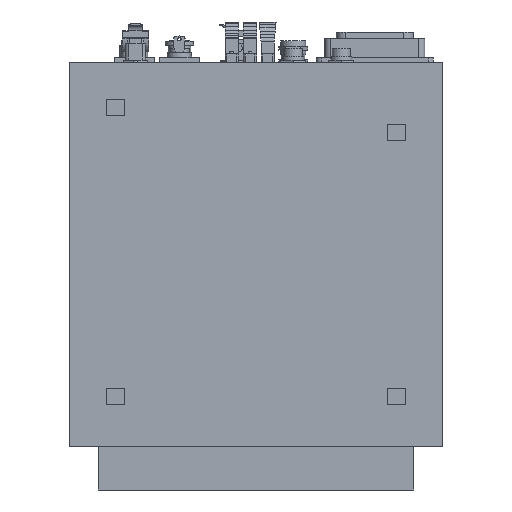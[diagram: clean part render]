
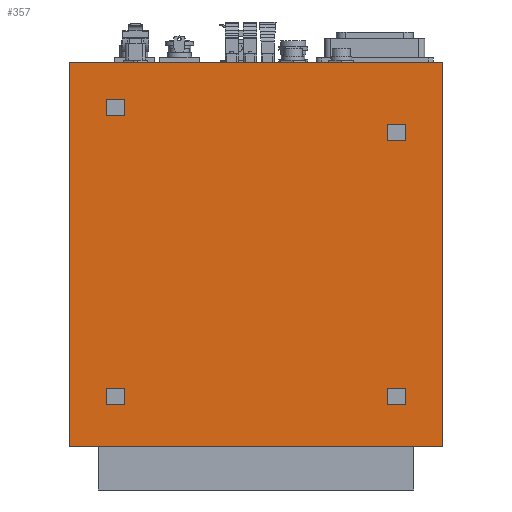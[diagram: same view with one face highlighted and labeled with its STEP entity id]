
A CAD part, front view. The second image highlights one B-rep face of the part: STEP entity #357.
In plain terms, the highlighted planar face has unit normal (0, -1, 0).
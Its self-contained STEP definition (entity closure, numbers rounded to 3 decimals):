
#194=AXIS2_PLACEMENT_3D('Plane Axis2P3D',#191,#192,#193) ;
#169=CARTESIAN_POINT('Vertex',(-450.,0.,0.)) ;
#172=CARTESIAN_POINT('Line Origine',(-450.,0.,231.2)) ;
#176=CARTESIAN_POINT('Vertex',(-450.,0.,462.4)) ;
#191=CARTESIAN_POINT('Axis2P3D Location',(0.,0.,0.)) ;
#196=CARTESIAN_POINT('Line Origine',(-225.,0.,0.)) ;
#200=CARTESIAN_POINT('Vertex',(0.,0.,0.)) ;
#203=CARTESIAN_POINT('Line Origine',(0.,0.,231.2)) ;
#207=CARTESIAN_POINT('Vertex',(0.,0.,462.4)) ;
#210=CARTESIAN_POINT('Line Origine',(-225.,0.,462.4)) ;
#221=CARTESIAN_POINT('Line Origine',(-382.994,0.,408.396)) ;
#225=CARTESIAN_POINT('Vertex',(-382.994,0.,398.395)) ;
#227=CARTESIAN_POINT('Vertex',(-382.994,0.,418.397)) ;
#230=CARTESIAN_POINT('Line Origine',(-393.993,0.,398.395)) ;
#234=CARTESIAN_POINT('Vertex',(-404.992,0.,398.395)) ;
#237=CARTESIAN_POINT('Line Origine',(-404.992,0.,408.396)) ;
#241=CARTESIAN_POINT('Vertex',(-404.992,0.,418.397)) ;
#244=CARTESIAN_POINT('Line Origine',(-393.993,0.,418.397)) ;
#255=CARTESIAN_POINT('Line Origine',(-44.986,0.,378.395)) ;
#259=CARTESIAN_POINT('Vertex',(-44.986,0.,368.395)) ;
#261=CARTESIAN_POINT('Vertex',(-44.986,0.,388.396)) ;
#264=CARTESIAN_POINT('Line Origine',(-56.023,0.,368.395)) ;
#268=CARTESIAN_POINT('Vertex',(-67.061,0.,368.395)) ;
#271=CARTESIAN_POINT('Line Origine',(-67.061,0.,378.395)) ;
#275=CARTESIAN_POINT('Vertex',(-67.061,0.,388.396)) ;
#278=CARTESIAN_POINT('Line Origine',(-56.023,0.,388.396)) ;
#289=CARTESIAN_POINT('Line Origine',(-44.986,0.,60.4)) ;
#293=CARTESIAN_POINT('Vertex',(-44.986,0.,50.438)) ;
#295=CARTESIAN_POINT('Vertex',(-44.986,0.,70.362)) ;
#298=CARTESIAN_POINT('Line Origine',(-56.023,0.,50.438)) ;
#302=CARTESIAN_POINT('Vertex',(-67.061,0.,50.438)) ;
#305=CARTESIAN_POINT('Line Origine',(-67.061,0.,60.4)) ;
#309=CARTESIAN_POINT('Vertex',(-67.061,0.,70.362)) ;
#312=CARTESIAN_POINT('Line Origine',(-56.023,0.,70.362)) ;
#323=CARTESIAN_POINT('Line Origine',(-382.994,0.,60.4)) ;
#327=CARTESIAN_POINT('Vertex',(-382.994,0.,50.438)) ;
#329=CARTESIAN_POINT('Vertex',(-382.994,0.,70.362)) ;
#332=CARTESIAN_POINT('Line Origine',(-393.993,0.,50.438)) ;
#336=CARTESIAN_POINT('Vertex',(-404.992,0.,50.438)) ;
#339=CARTESIAN_POINT('Line Origine',(-404.992,0.,60.4)) ;
#343=CARTESIAN_POINT('Vertex',(-404.992,0.,70.362)) ;
#346=CARTESIAN_POINT('Line Origine',(-393.993,0.,70.362)) ;
#173=DIRECTION('Vector Direction',(0.,0.,1.)) ;
#192=DIRECTION('Axis2P3D Direction',(0.,1.,-0.)) ;
#193=DIRECTION('Axis2P3D XDirection',(-1.,0.,0.)) ;
#197=DIRECTION('Vector Direction',(-1.,0.,0.)) ;
#204=DIRECTION('Vector Direction',(0.,0.,1.)) ;
#211=DIRECTION('Vector Direction',(-1.,0.,0.)) ;
#222=DIRECTION('Vector Direction',(0.,0.,1.)) ;
#231=DIRECTION('Vector Direction',(-1.,0.,0.)) ;
#238=DIRECTION('Vector Direction',(0.,0.,-1.)) ;
#245=DIRECTION('Vector Direction',(1.,0.,0.)) ;
#256=DIRECTION('Vector Direction',(0.,0.,1.)) ;
#265=DIRECTION('Vector Direction',(-1.,0.,0.)) ;
#272=DIRECTION('Vector Direction',(0.,0.,-1.)) ;
#279=DIRECTION('Vector Direction',(1.,0.,0.)) ;
#290=DIRECTION('Vector Direction',(0.,0.,1.)) ;
#299=DIRECTION('Vector Direction',(-1.,0.,0.)) ;
#306=DIRECTION('Vector Direction',(0.,0.,-1.)) ;
#313=DIRECTION('Vector Direction',(1.,0.,0.)) ;
#324=DIRECTION('Vector Direction',(0.,0.,1.)) ;
#333=DIRECTION('Vector Direction',(-1.,0.,0.)) ;
#340=DIRECTION('Vector Direction',(0.,0.,-1.)) ;
#347=DIRECTION('Vector Direction',(1.,0.,0.)) ;
#174=VECTOR('Line Direction',#173,1.) ;
#198=VECTOR('Line Direction',#197,1.) ;
#205=VECTOR('Line Direction',#204,1.) ;
#212=VECTOR('Line Direction',#211,1.) ;
#223=VECTOR('Line Direction',#222,1.) ;
#232=VECTOR('Line Direction',#231,1.) ;
#239=VECTOR('Line Direction',#238,1.) ;
#246=VECTOR('Line Direction',#245,1.) ;
#257=VECTOR('Line Direction',#256,1.) ;
#266=VECTOR('Line Direction',#265,1.) ;
#273=VECTOR('Line Direction',#272,1.) ;
#280=VECTOR('Line Direction',#279,1.) ;
#291=VECTOR('Line Direction',#290,1.) ;
#300=VECTOR('Line Direction',#299,1.) ;
#307=VECTOR('Line Direction',#306,1.) ;
#314=VECTOR('Line Direction',#313,1.) ;
#325=VECTOR('Line Direction',#324,1.) ;
#334=VECTOR('Line Direction',#333,1.) ;
#341=VECTOR('Line Direction',#340,1.) ;
#348=VECTOR('Line Direction',#347,1.) ;
#216=ORIENTED_EDGE('',*,*,#178,.F.) ;
#217=ORIENTED_EDGE('',*,*,#202,.T.) ;
#218=ORIENTED_EDGE('',*,*,#209,.T.) ;
#219=ORIENTED_EDGE('',*,*,#214,.F.) ;
#250=ORIENTED_EDGE('',*,*,#229,.F.) ;
#251=ORIENTED_EDGE('',*,*,#236,.F.) ;
#252=ORIENTED_EDGE('',*,*,#243,.F.) ;
#253=ORIENTED_EDGE('',*,*,#248,.F.) ;
#284=ORIENTED_EDGE('',*,*,#263,.F.) ;
#285=ORIENTED_EDGE('',*,*,#270,.F.) ;
#286=ORIENTED_EDGE('',*,*,#277,.F.) ;
#287=ORIENTED_EDGE('',*,*,#282,.F.) ;
#318=ORIENTED_EDGE('',*,*,#297,.F.) ;
#319=ORIENTED_EDGE('',*,*,#304,.F.) ;
#320=ORIENTED_EDGE('',*,*,#311,.F.) ;
#321=ORIENTED_EDGE('',*,*,#316,.F.) ;
#352=ORIENTED_EDGE('',*,*,#331,.F.) ;
#353=ORIENTED_EDGE('',*,*,#338,.F.) ;
#354=ORIENTED_EDGE('',*,*,#345,.F.) ;
#355=ORIENTED_EDGE('',*,*,#350,.F.) ;
#254=FACE_BOUND('',#249,.T.) ;
#288=FACE_BOUND('',#283,.T.) ;
#322=FACE_BOUND('',#317,.T.) ;
#356=FACE_BOUND('',#351,.T.) ;
#357=ADVANCED_FACE('PartBody',(#220,#254,#288,#322,#356),#195,.F.) ;
#178=EDGE_CURVE('',#170,#177,#175,.T.) ;
#202=EDGE_CURVE('',#170,#201,#199,.F.) ;
#209=EDGE_CURVE('',#201,#208,#206,.T.) ;
#214=EDGE_CURVE('',#177,#208,#213,.F.) ;
#229=EDGE_CURVE('',#226,#228,#224,.T.) ;
#236=EDGE_CURVE('',#235,#226,#233,.F.) ;
#243=EDGE_CURVE('',#242,#235,#240,.T.) ;
#248=EDGE_CURVE('',#228,#242,#247,.F.) ;
#263=EDGE_CURVE('',#260,#262,#258,.T.) ;
#270=EDGE_CURVE('',#269,#260,#267,.F.) ;
#277=EDGE_CURVE('',#276,#269,#274,.T.) ;
#282=EDGE_CURVE('',#262,#276,#281,.F.) ;
#297=EDGE_CURVE('',#294,#296,#292,.T.) ;
#304=EDGE_CURVE('',#303,#294,#301,.F.) ;
#311=EDGE_CURVE('',#310,#303,#308,.T.) ;
#316=EDGE_CURVE('',#296,#310,#315,.F.) ;
#331=EDGE_CURVE('',#328,#330,#326,.T.) ;
#338=EDGE_CURVE('',#337,#328,#335,.F.) ;
#345=EDGE_CURVE('',#344,#337,#342,.T.) ;
#350=EDGE_CURVE('',#330,#344,#349,.F.) ;
#215=EDGE_LOOP('',(#216,#217,#218,#219)) ;
#249=EDGE_LOOP('',(#250,#251,#252,#253)) ;
#283=EDGE_LOOP('',(#284,#285,#286,#287)) ;
#317=EDGE_LOOP('',(#318,#319,#320,#321)) ;
#351=EDGE_LOOP('',(#352,#353,#354,#355)) ;
#220=FACE_OUTER_BOUND('',#215,.T.) ;
#175=LINE('Line',#172,#174) ;
#199=LINE('Line',#196,#198) ;
#206=LINE('Line',#203,#205) ;
#213=LINE('Line',#210,#212) ;
#224=LINE('Line',#221,#223) ;
#233=LINE('Line',#230,#232) ;
#240=LINE('Line',#237,#239) ;
#247=LINE('Line',#244,#246) ;
#258=LINE('Line',#255,#257) ;
#267=LINE('Line',#264,#266) ;
#274=LINE('Line',#271,#273) ;
#281=LINE('Line',#278,#280) ;
#292=LINE('Line',#289,#291) ;
#301=LINE('Line',#298,#300) ;
#308=LINE('Line',#305,#307) ;
#315=LINE('Line',#312,#314) ;
#326=LINE('Line',#323,#325) ;
#335=LINE('Line',#332,#334) ;
#342=LINE('Line',#339,#341) ;
#349=LINE('Line',#346,#348) ;
#195=PLANE('Plane',#194) ;
#170=VERTEX_POINT('',#169) ;
#177=VERTEX_POINT('',#176) ;
#201=VERTEX_POINT('',#200) ;
#208=VERTEX_POINT('',#207) ;
#226=VERTEX_POINT('',#225) ;
#228=VERTEX_POINT('',#227) ;
#235=VERTEX_POINT('',#234) ;
#242=VERTEX_POINT('',#241) ;
#260=VERTEX_POINT('',#259) ;
#262=VERTEX_POINT('',#261) ;
#269=VERTEX_POINT('',#268) ;
#276=VERTEX_POINT('',#275) ;
#294=VERTEX_POINT('',#293) ;
#296=VERTEX_POINT('',#295) ;
#303=VERTEX_POINT('',#302) ;
#310=VERTEX_POINT('',#309) ;
#328=VERTEX_POINT('',#327) ;
#330=VERTEX_POINT('',#329) ;
#337=VERTEX_POINT('',#336) ;
#344=VERTEX_POINT('',#343) ;
